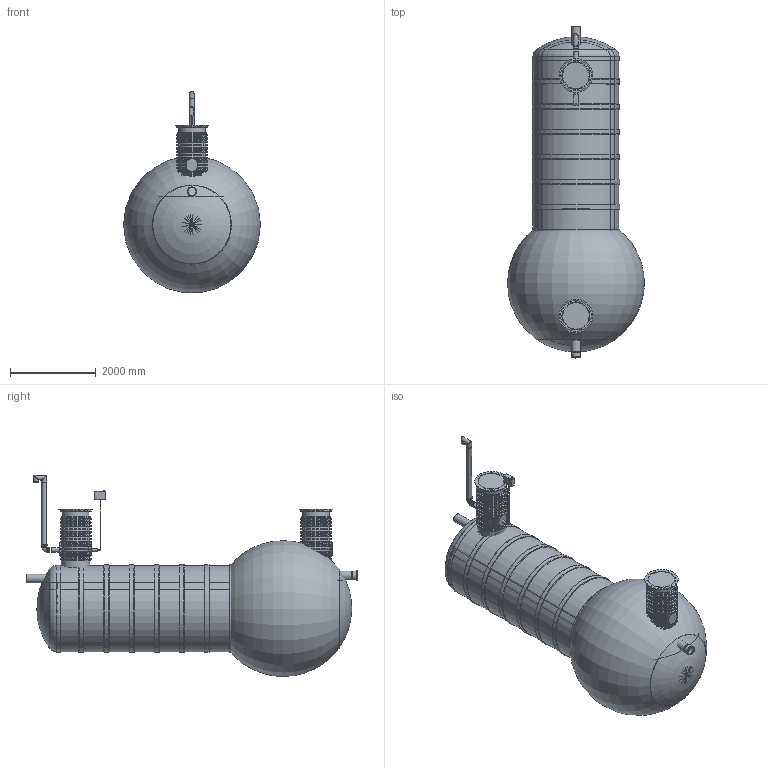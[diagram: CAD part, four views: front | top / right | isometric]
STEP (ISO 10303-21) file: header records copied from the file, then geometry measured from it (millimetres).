
FILE_DESCRIPTION(/* description */ ('Unknown'),/* implementation_level */ '2;1');
FILE_NAME(/* name */ 'Rasvaeraldaja NS35',/* time_stamp */ '2023-04-11T14:20:39+03:00',/* author */ ('Unknown'),/* organization */ ('Unknown'),/* preprocessor_version */ 'ST-DEVELOPER v18.1',/* originating_system */ 'Solid Edge',/* authorisation */ 'Unknown');
FILE_SCHEMA (('AUTOMOTIVE_DESIGN {1 0 10303 214 3 1 1}'));
Length unit declared in the file: millimetre
Products named in the file (33): Rasvaeraldaja NS35; 2381.003; rasvaeraldaja NS35_silinder; 2000 Ribi; muhvots_200.par pikemSisendile_2494.013; KolmikD200; 2494.004_väljundtoru; 2494.005toru alla väljundil; 2261.006; Rasvaeraldaja NS30 vahesein suur; 2494.011_väike vahesein; Polv D200; D665 KP silinder 26.04.19; Liiva mudakambri maht rasvaeraldajas NS35; Rasva ruumala_rasvaeraldajas NS35; Rasva kogumismahuti maht NS35; 2697.001 tihend teeninduskaevule 670_var2; 2693.001_var3; 2703.001; Malmluuk_D600_(Ginmika); Malmluugi_korpus_D600_(Ginmika); Malmluugi_kaan_D600_(Ginmika); RoundTubing 63x4.7_oa_0; RoundTubing 110x6.6_oa_1; PE_vent_malm_L=1500; PVC_polv_110; PE venttoru DN100 L=1500; Rotoventiots; elektrikarp loikefotole; Ujuk_oa_2; Ujuk_oa_3; Ujuk_oa_4; RoundTubing 25x2.3_oa_5
Assembly tree (49 placements, depth 3):
  Rasvaeraldaja NS35
    2381.003  x2
    rasvaeraldaja NS35_silinder
    2000 Ribi  x10
    muhvots_200.par pikemSisendile_2494.013
    KolmikD200
    2494.004_väljundtoru
    2494.005toru alla väljundil
    2261.006
    Rasvaeraldaja NS30 vahesein suur
    2494.011_väike vahesein
    Polv D200
    D665 KP silinder 26.04.19  x2
    Liiva mudakambri maht rasvaeraldajas NS35
    Rasva ruumala_rasvaeraldajas NS35
    Rasva kogumismahuti maht NS35
    2697.001 tihend teeninduskaevule 670_var2  x4
    2693.001_var3  x2
    2703.001  x2
    Malmluuk_D600_(Ginmika)  x2
      Malmluugi_korpus_D600_(Ginmika)
      Malmluugi_kaan_D600_(Ginmika)
    RoundTubing 63x4.7_oa_0
    RoundTubing 110x6.6_oa_1
    PE_vent_malm_L=1500
      PVC_polv_110
      PE venttoru DN100 L=1500
      Rotoventiots
    elektrikarp loikefotole
    Ujuk_oa_2
    Ujuk_oa_3
    Ujuk_oa_4
    RoundTubing 25x2.3_oa_5
Bounding box: 3197.45 x 7759 x 4698.59 mm (x, y, z)
Volume: 30175208106.4 mm3; surface area: 264932987.4 mm2
Topology: 52 solids, 54 shells, 1262 faces, 2900 edges, 1886 vertices
Faces by surface type: plane 489, cylinder 392, torus 299, cone 39, bspline 38, sphere 5
Full cylindrical faces by diameter (mm): 6 x2, 8.5 x3, 10 x31, 20 x1, 20.4 x1, 25 x1, 53.6 x1, 63 x1, 96.8 x1, 100 x2, 103.2 x3, 105 x1, 110 x9, 120 x2, 130 x2, 184 x1, 188 x4, 190 x1, 200 x16, 205 x1, 212 x8, 215 x1, 217 x1, 220 x3, 232 x3, 233 x1, 595 x2, 600 x4, 609 x2, 610 x2
Entity records: 22045 total; most frequent: CARTESIAN_POINT 6765, DIRECTION 3056, ORIENTED_EDGE 2464, AXIS2_PLACEMENT_3D 1372, EDGE_CURVE 1232, FACE_BOUND 1159, EDGE_LOOP 1156, VERTEX_POINT 953
